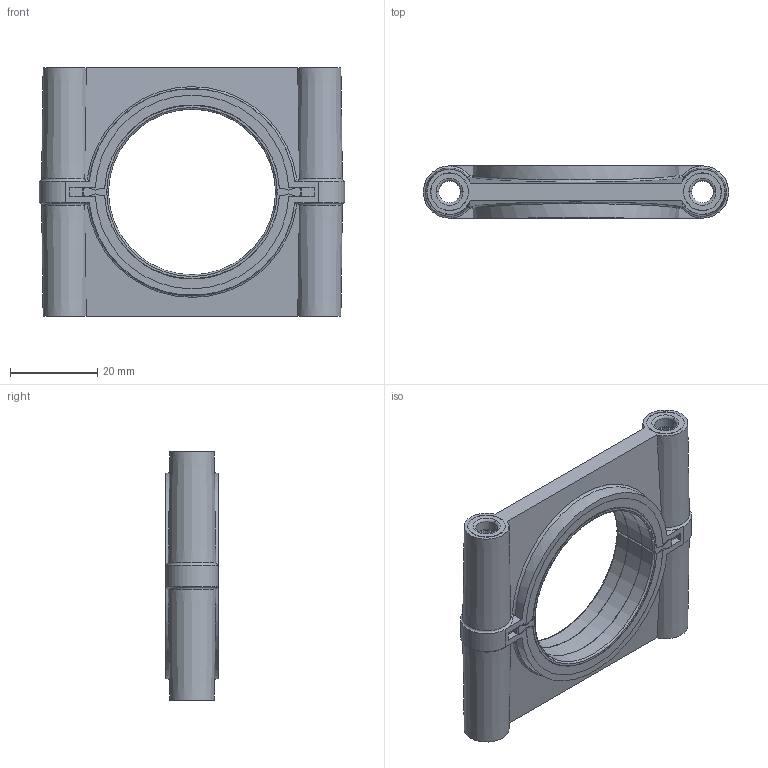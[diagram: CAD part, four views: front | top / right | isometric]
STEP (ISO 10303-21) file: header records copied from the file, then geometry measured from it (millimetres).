
FILE_DESCRIPTION((''),'2;1');
FILE_NAME('35309109811','2020-06-17T',('presta_be4'),(''),'CREO PARAMETRIC BY PTC INC, 2018360','CREO PARAMETRIC BY PTC INC, 2018360','');
FILE_SCHEMA(('CONFIG_CONTROL_DESIGN'));
Length unit declared in the file: millimetre
Products named in the file (1): 35309109811
Bounding box: 70 x 12.2 x 57.1 mm (x, y, z)
Volume: 19902.8 mm3; surface area: 14067.5 mm2
Topology: 1 solids, 5 shells, 286 faces, 810 edges, 528 vertices
Faces by surface type: cylinder 152, plane 94, torus 32, bspline 4, cone 4
Entity records: 10888 total; most frequent: CARTESIAN_POINT 3144, DIRECTION 1694, ORIENTED_EDGE 1620, EDGE_CURVE 810, AXIS2_PLACEMENT_3D 662, VERTEX_POINT 528, CIRCLE 380, VECTOR 370
